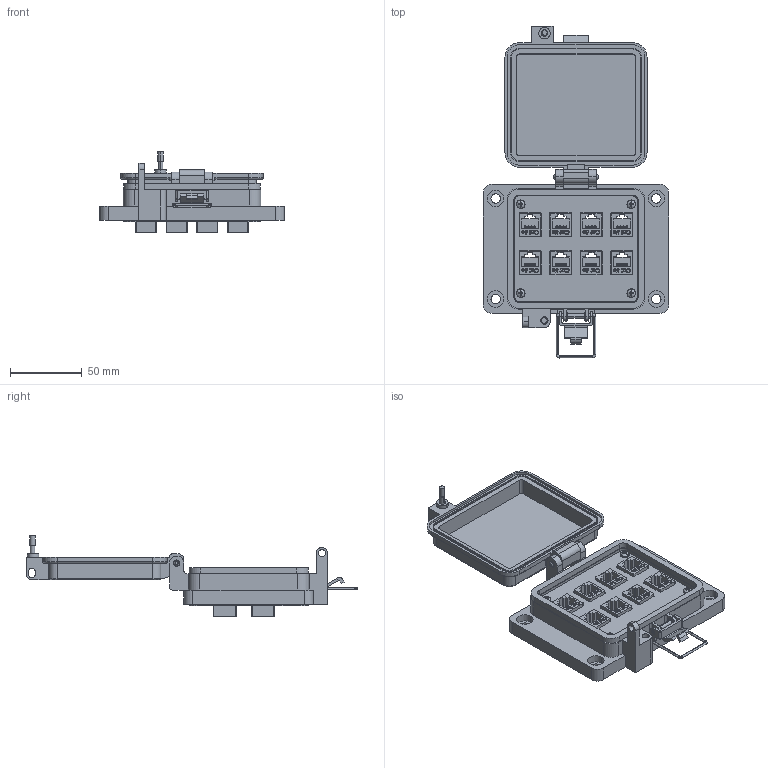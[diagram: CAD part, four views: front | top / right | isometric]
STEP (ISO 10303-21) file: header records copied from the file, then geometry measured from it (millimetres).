
FILE_DESCRIPTION (( 'STEP AP203' ), '1' );
FILE_NAME ('P-R2#8-K3RX_3D.STEP', '2018-11-01T13:15:24', ( '' ), ( '' ), 'SwSTEP 2.0', 'SolidWorks 2018', '' );
FILE_SCHEMA (( 'CONFIG_CONTROL_DESIGN' ));
Length unit declared in the file: millimetre
Products named in the file (10): R2; Z-H-K3_B; -K3; 92005A124_METRIC PAN HEAD PHILLIPS MACHINE SCREW_92005A124; P-R2#8-K3RX_3D; P-R2#8-K3RX_BP180_1; P-R2#8-K3RX_TP060_1; Z-000-4243316TFP; P-R2#8-K3RX_FP060_1; Z-300-RJ45CAT5
Assembly tree (24 placements, depth 3):
  P-R2#8-K3RX_3D
    P-R2#8-K3RX_BP180_1
    P-R2#8-K3RX_TP060_1
    Z-000-4243316TFP  x6
    P-R2#8-K3RX_FP060_1
    R2  x8
      Z-300-RJ45CAT5
    -K3
      Z-H-K3_B
    92005A124_METRIC PAN HEAD PHILLIPS MACHINE SCREW_92005A124  x4
Bounding box: 129 x 231.28 x 56.1 mm (x, y, z)
Volume: 195924.9 mm3; surface area: 137013.4 mm2
Topology: 31 solids, 31 shells, 4228 faces, 11812 edges, 7828 vertices
Faces by surface type: plane 2145, cylinder 1025, bspline 920, cone 98, torus 32, sphere 8
Entity records: 52893 total; most frequent: CARTESIAN_POINT 18659, ORIENTED_EDGE 7486, DIRECTION 5819, EDGE_CURVE 3743, VERTEX_POINT 2479, VECTOR 2217, LINE 2217, AXIS2_PLACEMENT_3D 1801
